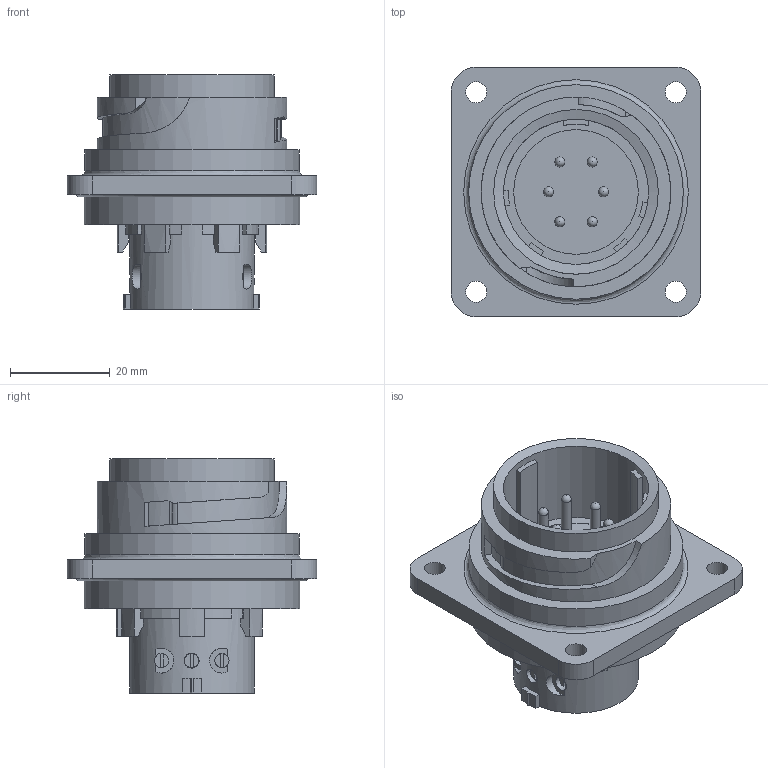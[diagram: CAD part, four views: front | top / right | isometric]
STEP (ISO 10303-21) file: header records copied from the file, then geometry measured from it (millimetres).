
FILE_DESCRIPTION(/* description */ (''),/* implementation_level */ '2;1');
FILE_NAME(/* name */ 'c016 20c005 100 2nxc001-01.stp',/* time_stamp */ '2019-07-08T09:42:50+02:00',/* author */ (''),/* organization */ (''),/* preprocessor_version */ 'ST-DEVELOPER v16.7',/* originating_system */ 'SIEMENS PLM Software NX 12.0',/* authorisation */ '');
FILE_SCHEMA (('AUTOMOTIVE_DESIGN { 1 0 10303 214 3 1 1 1 }'));
Length unit declared in the file: millimetre
Products named in the file (1): c016 20c005 100 2nxc001-01
Bounding box: 50 x 50 x 46.9 mm (x, y, z)
Volume: 32033.5 mm3; surface area: 18130.6 mm2
Topology: 1 solids, 4 shells, 395 faces, 1093 edges, 730 vertices
Faces by surface type: plane 226, cylinder 137, cone 15, sphere 12, torus 4, bspline 1
Full cylindrical faces by diameter (mm): 2 x6, 2.4 x6, 2.87 x8, 3.2 x6, 3.9 x1, 4.2 x4, 25 x2, 29.1 x1, 33 x1, 38 x1, 43 x1, 43.2 x1, 48 x1
Entity records: 13109 total; most frequent: CARTESIAN_POINT 2768, DIRECTION 2056, ORIENTED_EDGE 1942, EDGE_CURVE 971, AXIS2_PLACEMENT_3D 779, VERTEX_POINT 684, EDGE_LOOP 509, LINE 498
